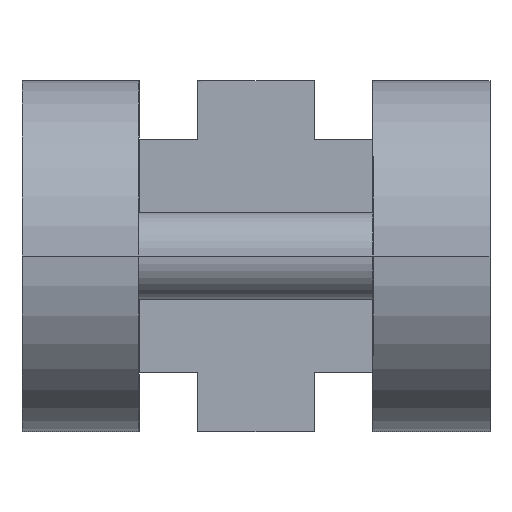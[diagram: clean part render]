
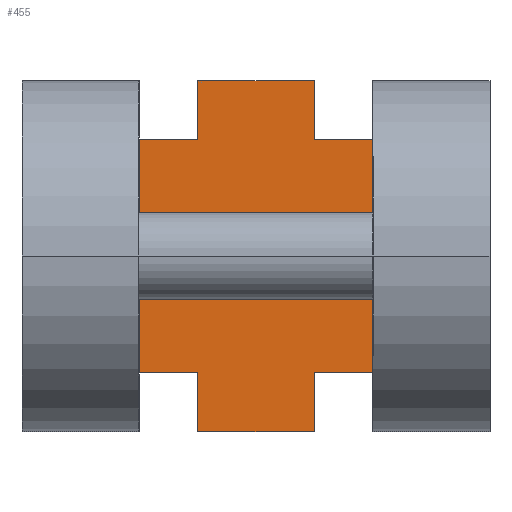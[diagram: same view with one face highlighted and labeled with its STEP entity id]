
A CAD part, left-side view. The second image highlights one B-rep face of the part: STEP entity #455.
In plain terms, the highlighted planar face has unit normal (-1, 0, 0).
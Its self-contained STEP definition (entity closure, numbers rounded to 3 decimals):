
#12 = CARTESIAN_POINT ( 'NONE',  ( -50., 50., -30. ) ) ;
#24 = VERTEX_POINT ( 'NONE', #507 ) ;
#34 = DIRECTION ( 'NONE',  ( 0., -1., 0. ) ) ;
#49 = ORIENTED_EDGE ( 'NONE', *, *, #408, .F. ) ;
#70 = VECTOR ( 'NONE', #264, 1000. ) ;
#115 = CARTESIAN_POINT ( 'NONE',  ( -50., 20., -30. ) ) ;
#128 = EDGE_CURVE ( 'NONE', #895, #24, #468, .T. ) ;
#131 = LINE ( 'NONE', #170, #815 ) ;
#134 = LINE ( 'NONE', #331, #1098 ) ;
#170 = CARTESIAN_POINT ( 'NONE',  ( -50., 30., -20. ) ) ;
#187 = VECTOR ( 'NONE', #1124, 1000. ) ;
#199 = EDGE_CURVE ( 'NONE', #392, #965, #134, .T. ) ;
#210 = VECTOR ( 'NONE', #843, 1000. ) ;
#214 = EDGE_CURVE ( 'NONE', #731, #735, #849, .T. ) ;
#240 = CARTESIAN_POINT ( 'NONE',  ( -50., 30., 20. ) ) ;
#248 = VERTEX_POINT ( 'NONE', #718 ) ;
#264 = DIRECTION ( 'NONE',  ( 0., -1., 0. ) ) ;
#277 = EDGE_CURVE ( 'NONE', #731, #679, #861, .T. ) ;
#319 = ORIENTED_EDGE ( 'NONE', *, *, #277, .T. ) ;
#324 = EDGE_CURVE ( 'NONE', #638, #488, #407, .T. ) ;
#331 = CARTESIAN_POINT ( 'NONE',  ( -50., 20., -20. ) ) ;
#334 = LINE ( 'NONE', #1169, #450 ) ;
#364 = CARTESIAN_POINT ( 'NONE',  ( -50., 20., -30. ) ) ;
#373 = DIRECTION ( 'NONE',  ( 0., -1., 0. ) ) ;
#384 = ORIENTED_EDGE ( 'NONE', *, *, #214, .F. ) ;
#392 = VERTEX_POINT ( 'NONE', #446 ) ;
#393 = LINE ( 'NONE', #1130, #574 ) ;
#402 = DIRECTION ( 'NONE',  ( 0., 1., 0. ) ) ;
#407 = LINE ( 'NONE', #936, #210 ) ;
#408 = EDGE_CURVE ( 'NONE', #24, #1045, #393, .T. ) ;
#425 = ORIENTED_EDGE ( 'NONE', *, *, #944, .F. ) ;
#431 = LINE ( 'NONE', #899, #847 ) ;
#438 = ORIENTED_EDGE ( 'NONE', *, *, #1204, .F. ) ;
#446 = CARTESIAN_POINT ( 'NONE',  ( -50., 20., -20. ) ) ;
#449 = VECTOR ( 'NONE', #781, 1000. ) ;
#450 = VECTOR ( 'NONE', #373, 1000. ) ;
#455 = ADVANCED_FACE ( 'NONE', ( #748 ), #848, .T. ) ;
#468 = LINE ( 'NONE', #710, #1114 ) ;
#469 = DIRECTION ( 'NONE',  ( 0., 0., 1. ) ) ;
#488 = VERTEX_POINT ( 'NONE', #1152 ) ;
#507 = CARTESIAN_POINT ( 'NONE',  ( -50., 60., -20. ) ) ;
#512 = CARTESIAN_POINT ( 'NONE',  ( -50., 30., 30. ) ) ;
#517 = CARTESIAN_POINT ( 'NONE',  ( -50., 20., 20. ) ) ;
#553 = CARTESIAN_POINT ( 'NONE',  ( -50., 20., -30. ) ) ;
#558 = DIRECTION ( 'NONE',  ( -1., 0., 0. ) ) ;
#574 = VECTOR ( 'NONE', #1228, 1000. ) ;
#603 = VECTOR ( 'NONE', #923, 1000. ) ;
#619 = ORIENTED_EDGE ( 'NONE', *, *, #699, .T. ) ;
#625 = EDGE_CURVE ( 'NONE', #488, #679, #666, .T. ) ;
#626 = ORIENTED_EDGE ( 'NONE', *, *, #1214, .T. ) ;
#638 = VERTEX_POINT ( 'NONE', #978 ) ;
#666 = LINE ( 'NONE', #980, #711 ) ;
#679 = VERTEX_POINT ( 'NONE', #512 ) ;
#699 = EDGE_CURVE ( 'NONE', #895, #1074, #431, .T. ) ;
#710 = CARTESIAN_POINT ( 'NONE',  ( -50., 60., -20. ) ) ;
#711 = VECTOR ( 'NONE', #34, 1000. ) ;
#712 = DIRECTION ( 'NONE',  ( 0., 0., -1. ) ) ;
#718 = CARTESIAN_POINT ( 'NONE',  ( -50., 30., -30. ) ) ;
#731 = VERTEX_POINT ( 'NONE', #809 ) ;
#735 = VERTEX_POINT ( 'NONE', #517 ) ;
#748 = FACE_OUTER_BOUND ( 'NONE', #1227, .T. ) ;
#781 = DIRECTION ( 'NONE',  ( 0., 0., 1. ) ) ;
#809 = CARTESIAN_POINT ( 'NONE',  ( -50., 30., 20. ) ) ;
#815 = VECTOR ( 'NONE', #842, 1000. ) ;
#842 = DIRECTION ( 'NONE',  ( 0., 0., -1. ) ) ;
#843 = DIRECTION ( 'NONE',  ( 0., 0., 1. ) ) ;
#847 = VECTOR ( 'NONE', #712, 1000. ) ;
#848 = PLANE ( 'NONE',  #1088 ) ;
#849 = LINE ( 'NONE', #1210, #603 ) ;
#861 = LINE ( 'NONE', #240, #187 ) ;
#895 = VERTEX_POINT ( 'NONE', #938 ) ;
#899 = CARTESIAN_POINT ( 'NONE',  ( -50., 50., -20. ) ) ;
#910 = ORIENTED_EDGE ( 'NONE', *, *, #199, .F. ) ;
#917 = ORIENTED_EDGE ( 'NONE', *, *, #625, .F. ) ;
#923 = DIRECTION ( 'NONE',  ( 0., -1., 0. ) ) ;
#936 = CARTESIAN_POINT ( 'NONE',  ( -50., 50., 20. ) ) ;
#938 = CARTESIAN_POINT ( 'NONE',  ( -50., 50., -20. ) ) ;
#944 = EDGE_CURVE ( 'NONE', #965, #248, #131, .T. ) ;
#948 = EDGE_CURVE ( 'NONE', #1074, #248, #1125, .T. ) ;
#959 = ORIENTED_EDGE ( 'NONE', *, *, #324, .F. ) ;
#962 = ORIENTED_EDGE ( 'NONE', *, *, #128, .F. ) ;
#965 = VERTEX_POINT ( 'NONE', #1243 ) ;
#978 = CARTESIAN_POINT ( 'NONE',  ( -50., 50., 20. ) ) ;
#980 = CARTESIAN_POINT ( 'NONE',  ( -50., 20., 30. ) ) ;
#1029 = DIRECTION ( 'NONE',  ( 0., 1., 0. ) ) ;
#1045 = VERTEX_POINT ( 'NONE', #1163 ) ;
#1074 = VERTEX_POINT ( 'NONE', #12 ) ;
#1088 = AXIS2_PLACEMENT_3D ( 'NONE', #364, #558, #469 ) ;
#1098 = VECTOR ( 'NONE', #1029, 1000. ) ;
#1114 = VECTOR ( 'NONE', #402, 1000. ) ;
#1124 = DIRECTION ( 'NONE',  ( 0., 0., 1. ) ) ;
#1125 = LINE ( 'NONE', #553, #70 ) ;
#1130 = CARTESIAN_POINT ( 'NONE',  ( -50., 60., -30. ) ) ;
#1142 = LINE ( 'NONE', #115, #449 ) ;
#1152 = CARTESIAN_POINT ( 'NONE',  ( -50., 50., 30. ) ) ;
#1163 = CARTESIAN_POINT ( 'NONE',  ( -50., 60., 20. ) ) ;
#1169 = CARTESIAN_POINT ( 'NONE',  ( -50., 60., 20. ) ) ;
#1181 = ORIENTED_EDGE ( 'NONE', *, *, #948, .T. ) ;
#1204 = EDGE_CURVE ( 'NONE', #1045, #638, #334, .T. ) ;
#1210 = CARTESIAN_POINT ( 'NONE',  ( -50., 20., 20. ) ) ;
#1214 = EDGE_CURVE ( 'NONE', #392, #735, #1142, .T. ) ;
#1227 = EDGE_LOOP ( 'NONE', ( #319, #917, #959, #438, #49, #962, #619, #1181, #425, #910, #626, #384 ) ) ;
#1228 = DIRECTION ( 'NONE',  ( 0., 0., 1. ) ) ;
#1243 = CARTESIAN_POINT ( 'NONE',  ( -50., 30., -20. ) ) ;
